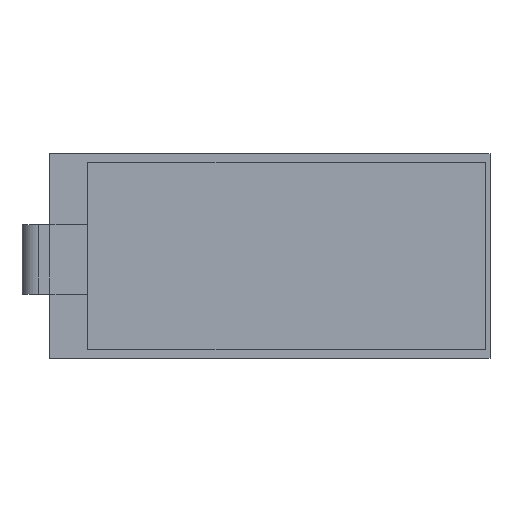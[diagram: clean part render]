
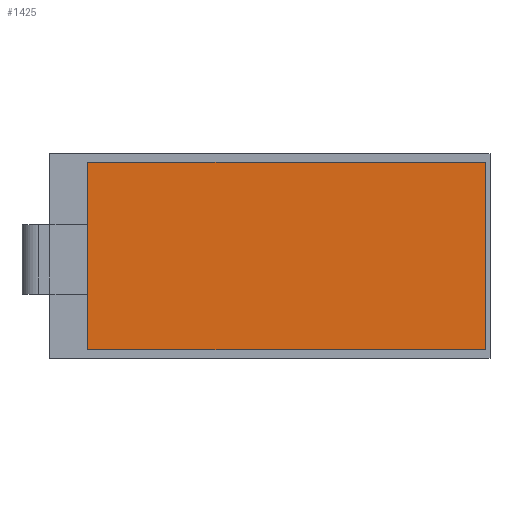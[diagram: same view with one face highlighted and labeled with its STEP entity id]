
A CAD part, top view. The second image highlights one B-rep face of the part: STEP entity #1425.
In plain terms, the highlighted planar face has unit normal (0, 0, 1).
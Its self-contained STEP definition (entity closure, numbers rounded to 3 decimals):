
#435 = PLANE('',#436);
#436 = AXIS2_PLACEMENT_3D('',#437,#438,#439);
#437 = CARTESIAN_POINT('',(6.8,-16.83,0.8));
#438 = DIRECTION('',(-1.,0.,0.));
#439 = DIRECTION('',(0.,1.,0.));
#463 = PLANE('',#464);
#464 = AXIS2_PLACEMENT_3D('',#465,#466,#467);
#465 = CARTESIAN_POINT('',(78.2,-16.83,0.8));
#466 = DIRECTION('',(0.,-1.,0.));
#467 = DIRECTION('',(-1.,0.,0.));
#491 = PLANE('',#492);
#492 = AXIS2_PLACEMENT_3D('',#493,#494,#495);
#493 = CARTESIAN_POINT('',(78.2,16.83,0.8));
#494 = DIRECTION('',(1.,0.,0.));
#495 = DIRECTION('',(0.,-1.,0.));
#519 = PLANE('',#520);
#520 = AXIS2_PLACEMENT_3D('',#521,#522,#523);
#521 = CARTESIAN_POINT('',(6.8,16.83,0.8));
#522 = DIRECTION('',(0.,1.,0.));
#523 = DIRECTION('',(1.,0.,0.));
#754 = VERTEX_POINT('',#755);
#755 = CARTESIAN_POINT('',(6.8,-16.83,1.2));
#776 = EDGE_CURVE('',#754,#777,#779,.T.);
#777 = VERTEX_POINT('',#778);
#778 = CARTESIAN_POINT('',(6.8,16.83,1.2));
#779 = SURFACE_CURVE('',#780,(#784,#791),.PCURVE_S1.);
#780 = LINE('',#781,#782);
#781 = CARTESIAN_POINT('',(6.8,-16.83,1.2));
#782 = VECTOR('',#783,1.);
#783 = DIRECTION('',(0.,1.,0.));
#784 = PCURVE('',#435,#785);
#785 = DEFINITIONAL_REPRESENTATION('',(#786),#790);
#786 = LINE('',#787,#788);
#787 = CARTESIAN_POINT('',(0.,-0.4));
#788 = VECTOR('',#789,1.);
#789 = DIRECTION('',(1.,0.));
#790 = ( GEOMETRIC_REPRESENTATION_CONTEXT(2) 
PARAMETRIC_REPRESENTATION_CONTEXT() REPRESENTATION_CONTEXT('2D SPACE',''
  ) );
#791 = PCURVE('',#792,#797);
#792 = PLANE('',#793);
#793 = AXIS2_PLACEMENT_3D('',#794,#795,#796);
#794 = CARTESIAN_POINT('',(42.5,0.,1.2));
#795 = DIRECTION('',(0.,0.,-1.));
#796 = DIRECTION('',(-1.,0.,0.));
#797 = DEFINITIONAL_REPRESENTATION('',(#798),#802);
#798 = LINE('',#799,#800);
#799 = CARTESIAN_POINT('',(35.7,-16.83));
#800 = VECTOR('',#801,1.);
#801 = DIRECTION('',(0.,1.));
#802 = ( GEOMETRIC_REPRESENTATION_CONTEXT(2) 
PARAMETRIC_REPRESENTATION_CONTEXT() REPRESENTATION_CONTEXT('2D SPACE',''
  ) );
#875 = EDGE_CURVE('',#777,#876,#878,.T.);
#876 = VERTEX_POINT('',#877);
#877 = CARTESIAN_POINT('',(78.2,16.83,1.2));
#878 = SURFACE_CURVE('',#879,(#883,#890),.PCURVE_S1.);
#879 = LINE('',#880,#881);
#880 = CARTESIAN_POINT('',(6.8,16.83,1.2));
#881 = VECTOR('',#882,1.);
#882 = DIRECTION('',(1.,0.,0.));
#883 = PCURVE('',#519,#884);
#884 = DEFINITIONAL_REPRESENTATION('',(#885),#889);
#885 = LINE('',#886,#887);
#886 = CARTESIAN_POINT('',(0.,-0.4));
#887 = VECTOR('',#888,1.);
#888 = DIRECTION('',(1.,0.));
#889 = ( GEOMETRIC_REPRESENTATION_CONTEXT(2) 
PARAMETRIC_REPRESENTATION_CONTEXT() REPRESENTATION_CONTEXT('2D SPACE',''
  ) );
#890 = PCURVE('',#792,#891);
#891 = DEFINITIONAL_REPRESENTATION('',(#892),#896);
#892 = LINE('',#893,#894);
#893 = CARTESIAN_POINT('',(35.7,16.83));
#894 = VECTOR('',#895,1.);
#895 = DIRECTION('',(-1.,0.));
#896 = ( GEOMETRIC_REPRESENTATION_CONTEXT(2) 
PARAMETRIC_REPRESENTATION_CONTEXT() REPRESENTATION_CONTEXT('2D SPACE',''
  ) );
#924 = EDGE_CURVE('',#876,#925,#927,.T.);
#925 = VERTEX_POINT('',#926);
#926 = CARTESIAN_POINT('',(78.2,-16.83,1.2));
#927 = SURFACE_CURVE('',#928,(#932,#939),.PCURVE_S1.);
#928 = LINE('',#929,#930);
#929 = CARTESIAN_POINT('',(78.2,16.83,1.2));
#930 = VECTOR('',#931,1.);
#931 = DIRECTION('',(0.,-1.,0.));
#932 = PCURVE('',#491,#933);
#933 = DEFINITIONAL_REPRESENTATION('',(#934),#938);
#934 = LINE('',#935,#936);
#935 = CARTESIAN_POINT('',(0.,-0.4));
#936 = VECTOR('',#937,1.);
#937 = DIRECTION('',(1.,0.));
#938 = ( GEOMETRIC_REPRESENTATION_CONTEXT(2) 
PARAMETRIC_REPRESENTATION_CONTEXT() REPRESENTATION_CONTEXT('2D SPACE',''
  ) );
#939 = PCURVE('',#792,#940);
#940 = DEFINITIONAL_REPRESENTATION('',(#941),#945);
#941 = LINE('',#942,#943);
#942 = CARTESIAN_POINT('',(-35.7,16.83));
#943 = VECTOR('',#944,1.);
#944 = DIRECTION('',(0.,-1.));
#945 = ( GEOMETRIC_REPRESENTATION_CONTEXT(2) 
PARAMETRIC_REPRESENTATION_CONTEXT() REPRESENTATION_CONTEXT('2D SPACE',''
  ) );
#973 = EDGE_CURVE('',#925,#754,#974,.T.);
#974 = SURFACE_CURVE('',#975,(#979,#986),.PCURVE_S1.);
#975 = LINE('',#976,#977);
#976 = CARTESIAN_POINT('',(78.2,-16.83,1.2));
#977 = VECTOR('',#978,1.);
#978 = DIRECTION('',(-1.,0.,0.));
#979 = PCURVE('',#463,#980);
#980 = DEFINITIONAL_REPRESENTATION('',(#981),#985);
#981 = LINE('',#982,#983);
#982 = CARTESIAN_POINT('',(0.,-0.4));
#983 = VECTOR('',#984,1.);
#984 = DIRECTION('',(1.,0.));
#985 = ( GEOMETRIC_REPRESENTATION_CONTEXT(2) 
PARAMETRIC_REPRESENTATION_CONTEXT() REPRESENTATION_CONTEXT('2D SPACE',''
  ) );
#986 = PCURVE('',#792,#987);
#987 = DEFINITIONAL_REPRESENTATION('',(#988),#992);
#988 = LINE('',#989,#990);
#989 = CARTESIAN_POINT('',(-35.7,-16.83));
#990 = VECTOR('',#991,1.);
#991 = DIRECTION('',(1.,0.));
#992 = ( GEOMETRIC_REPRESENTATION_CONTEXT(2) 
PARAMETRIC_REPRESENTATION_CONTEXT() REPRESENTATION_CONTEXT('2D SPACE',''
  ) );
#1425 = ADVANCED_FACE('',(#1426),#792,.F.);
#1426 = FACE_BOUND('',#1427,.F.);
#1427 = EDGE_LOOP('',(#1428,#1429,#1430,#1431));
#1428 = ORIENTED_EDGE('',*,*,#875,.T.);
#1429 = ORIENTED_EDGE('',*,*,#924,.T.);
#1430 = ORIENTED_EDGE('',*,*,#973,.T.);
#1431 = ORIENTED_EDGE('',*,*,#776,.T.);
